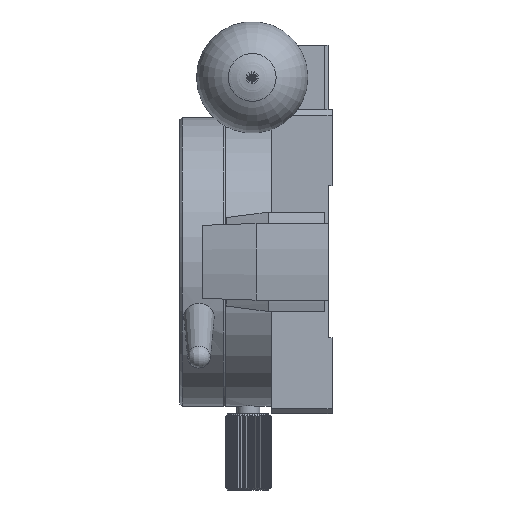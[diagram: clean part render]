
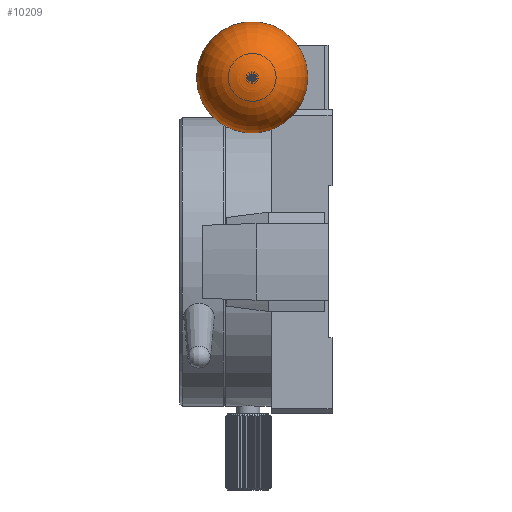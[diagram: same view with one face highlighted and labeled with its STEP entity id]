
A CAD part, left-side view. The second image highlights one B-rep face of the part: STEP entity #10209.
In plain terms, the highlighted toroidal (fillet/blend) face has major radius 0.012 mm and minor radius 7.35 mm.
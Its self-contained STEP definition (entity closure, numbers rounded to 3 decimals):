
#7632 = TOROIDAL_SURFACE ( 'NONE', #62732, 0.012, 7.35 ) ;
#10209 = ADVANCED_FACE ( 'NONE', ( #35752 ), #7632, .T. ) ;
#13603 = EDGE_CURVE ( 'NONE', #18883, #18883, #42083, .T. ) ;
#18883 = VERTEX_POINT ( 'NONE', #40815 ) ;
#22788 = CARTESIAN_POINT ( 'NONE',  ( -19.601, 10.5, 4.25 ) ) ;
#28407 = EDGE_LOOP ( 'NONE', ( #41432 ) ) ;
#28712 = AXIS2_PLACEMENT_3D ( 'NONE', #22788, #80152, #79693 ) ;
#35752 = FACE_OUTER_BOUND ( 'NONE', #28407, .T. ) ;
#37119 = DIRECTION ( 'NONE',  ( 1., 0., 0. ) ) ;
#37584 = CARTESIAN_POINT ( 'NONE',  ( -12.955, 10.5, 4.25 ) ) ;
#40815 = CARTESIAN_POINT ( 'NONE',  ( -19.601, 7.35, 4.25 ) ) ;
#41432 = ORIENTED_EDGE ( 'NONE', *, *, #13603, .F. ) ;
#42083 = CIRCLE ( 'NONE', #28712, 3.15 ) ;
#51996 = DIRECTION ( 'NONE',  ( 0., -1., 0. ) ) ;
#62732 = AXIS2_PLACEMENT_3D ( 'NONE', #37584, #37119, #51996 ) ;
#79693 = DIRECTION ( 'NONE',  ( 0., -1., 0. ) ) ;
#80152 = DIRECTION ( 'NONE',  ( 1., 0., 0. ) ) ;
